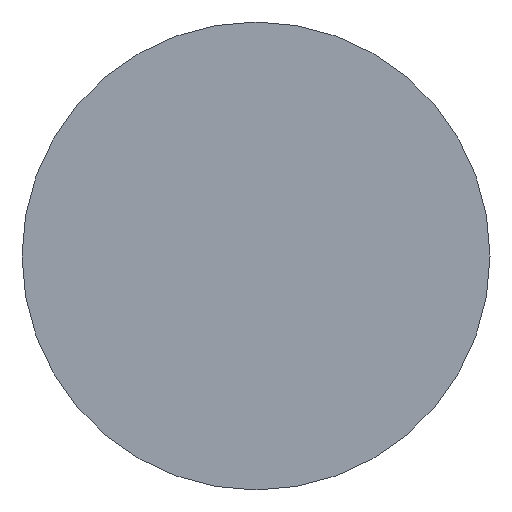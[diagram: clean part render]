
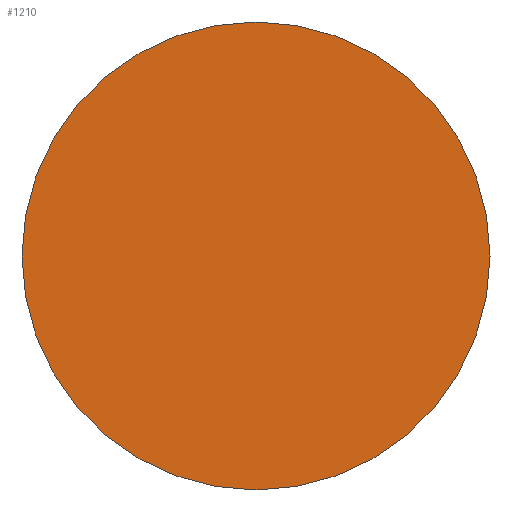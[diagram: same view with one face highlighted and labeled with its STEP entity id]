
A CAD part, front view. The second image highlights one B-rep face of the part: STEP entity #1210.
In plain terms, the highlighted planar face has unit normal (0, -1, 0).
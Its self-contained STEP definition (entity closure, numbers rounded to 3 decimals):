
#62=PLANE('',#1322);
#100=FACE_OUTER_BOUND('',#187,.T.);
#187=EDGE_LOOP('',(#785));
#409=CIRCLE('',#1321,25.1);
#512=VERTEX_POINT('',#1947);
#619=EDGE_CURVE('',#512,#512,#409,.T.);
#785=ORIENTED_EDGE('',*,*,#619,.T.);
#1210=ADVANCED_FACE('',(#100),#62,.T.);
#1321=AXIS2_PLACEMENT_3D('',#1948,#1524,#1525);
#1322=AXIS2_PLACEMENT_3D('',#1950,#1527,#1528);
#1524=DIRECTION('center_axis',(0.,-1.,0.));
#1525=DIRECTION('ref_axis',(1.,0.,0.));
#1527=DIRECTION('center_axis',(0.,-1.,0.));
#1528=DIRECTION('ref_axis',(0.,0.,-1.));
#1947=CARTESIAN_POINT('',(-0.881,-111.93,47.835));
#1948=CARTESIAN_POINT('Origin',(24.219,-111.93,47.835));
#1950=CARTESIAN_POINT('Origin',(24.219,-111.93,47.835));
